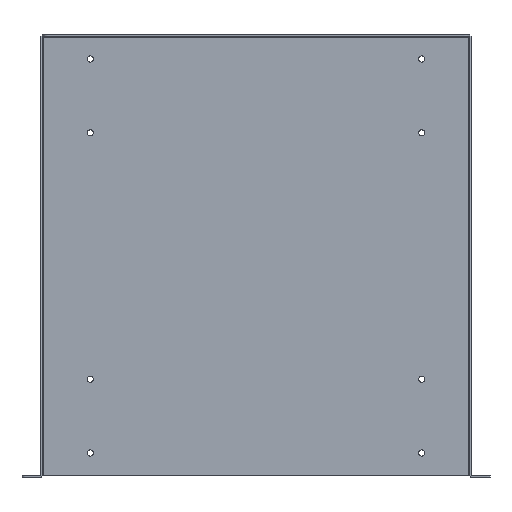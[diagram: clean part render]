
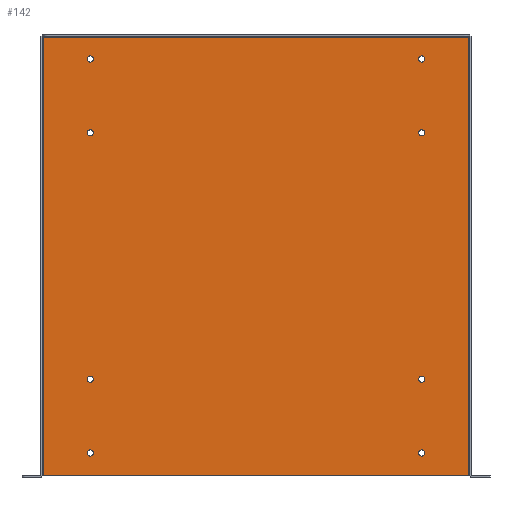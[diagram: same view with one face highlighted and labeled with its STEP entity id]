
A CAD part, top view. The second image highlights one B-rep face of the part: STEP entity #142.
In plain terms, the highlighted planar face has unit normal (0, 0, 1).
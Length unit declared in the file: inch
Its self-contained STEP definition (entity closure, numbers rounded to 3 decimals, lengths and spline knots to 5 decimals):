
#7 = DIRECTION ( 'NONE',  ( 1., 0., 0. ) ) ;
#38 = CARTESIAN_POINT ( 'NONE',  ( 6.859, 4.964, 0.072 ) ) ;
#100 = CARTESIAN_POINT ( 'NONE',  ( -8.642, 8.964, 0.072 ) ) ;
#121 = DIRECTION ( 'NONE',  ( 0., -1., 0. ) ) ;
#142 = ADVANCED_FACE ( 'NONE', ( #717, #447, #2959, #3191, #1824, #1592, #953, #1536, #701 ), #1575, .F. ) ;
#201 = CIRCLE ( 'NONE', #1120, 0.125 ) ;
#231 = EDGE_CURVE ( 'NONE', #1975, #1975, #1754, .T. ) ;
#293 = CARTESIAN_POINT ( 'NONE',  ( -6.734, 7.964, 0.072 ) ) ;
#301 = DIRECTION ( 'NONE',  ( 1., 0., 0. ) ) ;
#354 = EDGE_CURVE ( 'NONE', #3360, #3360, #201, .T. ) ;
#362 = VERTEX_POINT ( 'NONE', #876 ) ;
#367 = CIRCLE ( 'NONE', #836, 0.125 ) ;
#447 = FACE_BOUND ( 'NONE', #1182, .T. ) ;
#483 = DIRECTION ( 'NONE',  ( -1., 0., 0. ) ) ;
#575 = CARTESIAN_POINT ( 'NONE',  ( -6.734, 4.964, 0.072 ) ) ;
#608 = CARTESIAN_POINT ( 'NONE',  ( 6.859, 7.964, 0.072 ) ) ;
#624 = CARTESIAN_POINT ( 'NONE',  ( -8.75, -8.964, 0.072 ) ) ;
#642 = DIRECTION ( 'NONE',  ( 1., 0., 0. ) ) ;
#666 = EDGE_CURVE ( 'NONE', #3103, #3103, #2227, .T. ) ;
#701 = FACE_BOUND ( 'NONE', #1786, .T. ) ;
#717 = FACE_OUTER_BOUND ( 'NONE', #2358, .T. ) ;
#789 = EDGE_CURVE ( 'NONE', #2810, #2810, #1889, .T. ) ;
#836 = AXIS2_PLACEMENT_3D ( 'NONE', #3600, #1932, #3045 ) ;
#843 = EDGE_LOOP ( 'NONE', ( #1581 ) ) ;
#876 = CARTESIAN_POINT ( 'NONE',  ( 8.642, 8.856, 0.072 ) ) ;
#890 = AXIS2_PLACEMENT_3D ( 'NONE', #1788, #2665, #3509 ) ;
#906 = DIRECTION ( 'NONE',  ( 0., 0., 1. ) ) ;
#921 = LINE ( 'NONE', #2550, #2942 ) ;
#942 = DIRECTION ( 'NONE',  ( 1., 0., 0. ) ) ;
#953 = FACE_BOUND ( 'NONE', #1807, .T. ) ;
#956 = AXIS2_PLACEMENT_3D ( 'NONE', #2747, #3378, #7 ) ;
#1033 = VERTEX_POINT ( 'NONE', #3263 ) ;
#1065 = ORIENTED_EDGE ( 'NONE', *, *, #1923, .F. ) ;
#1120 = AXIS2_PLACEMENT_3D ( 'NONE', #293, #1690, #2800 ) ;
#1153 = VERTEX_POINT ( 'NONE', #38 ) ;
#1182 = EDGE_LOOP ( 'NONE', ( #2222 ) ) ;
#1327 = VECTOR ( 'NONE', #121, 39.37008 ) ;
#1344 = ORIENTED_EDGE ( 'NONE', *, *, #789, .F. ) ;
#1445 = EDGE_CURVE ( 'NONE', #2534, #2534, #1833, .T. ) ;
#1447 = LINE ( 'NONE', #100, #2631 ) ;
#1536 = FACE_BOUND ( 'NONE', #1983, .T. ) ;
#1540 = AXIS2_PLACEMENT_3D ( 'NONE', #2078, #1796, #2831 ) ;
#1563 = EDGE_CURVE ( 'NONE', #2389, #362, #921, .T. ) ;
#1575 = PLANE ( 'NONE',  #2279 ) ;
#1581 = ORIENTED_EDGE ( 'NONE', *, *, #231, .F. ) ;
#1592 = FACE_BOUND ( 'NONE', #2695, .T. ) ;
#1595 = EDGE_LOOP ( 'NONE', ( #2944 ) ) ;
#1682 = DIRECTION ( 'NONE',  ( 0., 0., 1. ) ) ;
#1690 = DIRECTION ( 'NONE',  ( 0., 0., 1. ) ) ;
#1694 = DIRECTION ( 'NONE',  ( -1., 0., 0. ) ) ;
#1719 = VERTEX_POINT ( 'NONE', #3399 ) ;
#1735 = CARTESIAN_POINT ( 'NONE',  ( -6.609, -8.036, 0.072 ) ) ;
#1754 = CIRCLE ( 'NONE', #890, 0.125 ) ;
#1786 = EDGE_LOOP ( 'NONE', ( #2139 ) ) ;
#1788 = CARTESIAN_POINT ( 'NONE',  ( 6.734, -5.036, 0.072 ) ) ;
#1796 = DIRECTION ( 'NONE',  ( 0., 0., 1. ) ) ;
#1807 = EDGE_LOOP ( 'NONE', ( #1930 ) ) ;
#1824 = FACE_BOUND ( 'NONE', #1842, .T. ) ;
#1833 = CIRCLE ( 'NONE', #2185, 0.125 ) ;
#1842 = EDGE_LOOP ( 'NONE', ( #1344 ) ) ;
#1889 = CIRCLE ( 'NONE', #2347, 0.125 ) ;
#1908 = EDGE_CURVE ( 'NONE', #1153, #1153, #2420, .T. ) ;
#1923 = EDGE_CURVE ( 'NONE', #362, #1033, #2593, .T. ) ;
#1925 = DIRECTION ( 'NONE',  ( 0., 0., 1. ) ) ;
#1930 = ORIENTED_EDGE ( 'NONE', *, *, #354, .F. ) ;
#1932 = DIRECTION ( 'NONE',  ( 0., 0., 1. ) ) ;
#1975 = VERTEX_POINT ( 'NONE', #2247 ) ;
#1983 = EDGE_LOOP ( 'NONE', ( #2327 ) ) ;
#2005 = EDGE_CURVE ( 'NONE', #1719, #1719, #3098, .T. ) ;
#2014 = VERTEX_POINT ( 'NONE', #1735 ) ;
#2035 = CARTESIAN_POINT ( 'NONE',  ( 6.734, 4.964, 0.072 ) ) ;
#2078 = CARTESIAN_POINT ( 'NONE',  ( -6.734, -5.036, 0.072 ) ) ;
#2132 = EDGE_CURVE ( 'NONE', #2014, #2014, #367, .T. ) ;
#2139 = ORIENTED_EDGE ( 'NONE', *, *, #1445, .F. ) ;
#2185 = AXIS2_PLACEMENT_3D ( 'NONE', #2519, #1925, #2773 ) ;
#2222 = ORIENTED_EDGE ( 'NONE', *, *, #2005, .F. ) ;
#2227 = CIRCLE ( 'NONE', #956, 0.125 ) ;
#2242 = AXIS2_PLACEMENT_3D ( 'NONE', #2035, #906, #942 ) ;
#2247 = CARTESIAN_POINT ( 'NONE',  ( 6.859, -5.036, 0.072 ) ) ;
#2260 = CARTESIAN_POINT ( 'NONE',  ( -6.609, 7.964, 0.072 ) ) ;
#2279 = AXIS2_PLACEMENT_3D ( 'NONE', #2354, #2624, #483 ) ;
#2319 = CARTESIAN_POINT ( 'NONE',  ( 8.642, 8.964, 0.072 ) ) ;
#2327 = ORIENTED_EDGE ( 'NONE', *, *, #666, .F. ) ;
#2347 = AXIS2_PLACEMENT_3D ( 'NONE', #575, #1682, #301 ) ;
#2354 = CARTESIAN_POINT ( 'NONE',  ( -8.75, 8.964, 0.072 ) ) ;
#2358 = EDGE_LOOP ( 'NONE', ( #3129, #2547, #2965, #1065 ) ) ;
#2389 = VERTEX_POINT ( 'NONE', #2915 ) ;
#2420 = CIRCLE ( 'NONE', #2242, 0.125 ) ;
#2519 = CARTESIAN_POINT ( 'NONE',  ( 6.734, 7.964, 0.072 ) ) ;
#2534 = VERTEX_POINT ( 'NONE', #608 ) ;
#2547 = ORIENTED_EDGE ( 'NONE', *, *, #3596, .F. ) ;
#2550 = CARTESIAN_POINT ( 'NONE',  ( -8.75, 8.856, 0.072 ) ) ;
#2551 = DIRECTION ( 'NONE',  ( 0., 1., 0. ) ) ;
#2561 = ORIENTED_EDGE ( 'NONE', *, *, #2132, .F. ) ;
#2593 = LINE ( 'NONE', #2319, #1327 ) ;
#2601 = EDGE_CURVE ( 'NONE', #1033, #2644, #3118, .T. ) ;
#2624 = DIRECTION ( 'NONE',  ( 0., 0., -1. ) ) ;
#2631 = VECTOR ( 'NONE', #2551, 39.37008 ) ;
#2644 = VERTEX_POINT ( 'NONE', #2888 ) ;
#2665 = DIRECTION ( 'NONE',  ( 0., 0., 1. ) ) ;
#2695 = EDGE_LOOP ( 'NONE', ( #2561 ) ) ;
#2747 = CARTESIAN_POINT ( 'NONE',  ( 6.734, -8.036, 0.072 ) ) ;
#2773 = DIRECTION ( 'NONE',  ( 1., 0., 0. ) ) ;
#2800 = DIRECTION ( 'NONE',  ( 1., 0., 0. ) ) ;
#2808 = VECTOR ( 'NONE', #1694, 39.37008 ) ;
#2810 = VERTEX_POINT ( 'NONE', #2829 ) ;
#2829 = CARTESIAN_POINT ( 'NONE',  ( -6.609, 4.964, 0.072 ) ) ;
#2831 = DIRECTION ( 'NONE',  ( 1., 0., 0. ) ) ;
#2888 = CARTESIAN_POINT ( 'NONE',  ( -8.642, -8.964, 0.072 ) ) ;
#2915 = CARTESIAN_POINT ( 'NONE',  ( -8.642, 8.856, 0.072 ) ) ;
#2942 = VECTOR ( 'NONE', #642, 39.37008 ) ;
#2944 = ORIENTED_EDGE ( 'NONE', *, *, #1908, .F. ) ;
#2959 = FACE_BOUND ( 'NONE', #1595, .T. ) ;
#2965 = ORIENTED_EDGE ( 'NONE', *, *, #2601, .F. ) ;
#3045 = DIRECTION ( 'NONE',  ( 1., 0., 0. ) ) ;
#3080 = CARTESIAN_POINT ( 'NONE',  ( 6.859, -8.036, 0.072 ) ) ;
#3098 = CIRCLE ( 'NONE', #1540, 0.125 ) ;
#3103 = VERTEX_POINT ( 'NONE', #3080 ) ;
#3118 = LINE ( 'NONE', #624, #2808 ) ;
#3129 = ORIENTED_EDGE ( 'NONE', *, *, #1563, .F. ) ;
#3191 = FACE_BOUND ( 'NONE', #843, .T. ) ;
#3263 = CARTESIAN_POINT ( 'NONE',  ( 8.642, -8.964, 0.072 ) ) ;
#3360 = VERTEX_POINT ( 'NONE', #2260 ) ;
#3378 = DIRECTION ( 'NONE',  ( 0., 0., 1. ) ) ;
#3399 = CARTESIAN_POINT ( 'NONE',  ( -6.609, -5.036, 0.072 ) ) ;
#3509 = DIRECTION ( 'NONE',  ( 1., 0., 0. ) ) ;
#3596 = EDGE_CURVE ( 'NONE', #2644, #2389, #1447, .T. ) ;
#3600 = CARTESIAN_POINT ( 'NONE',  ( -6.734, -8.036, 0.072 ) ) ;
